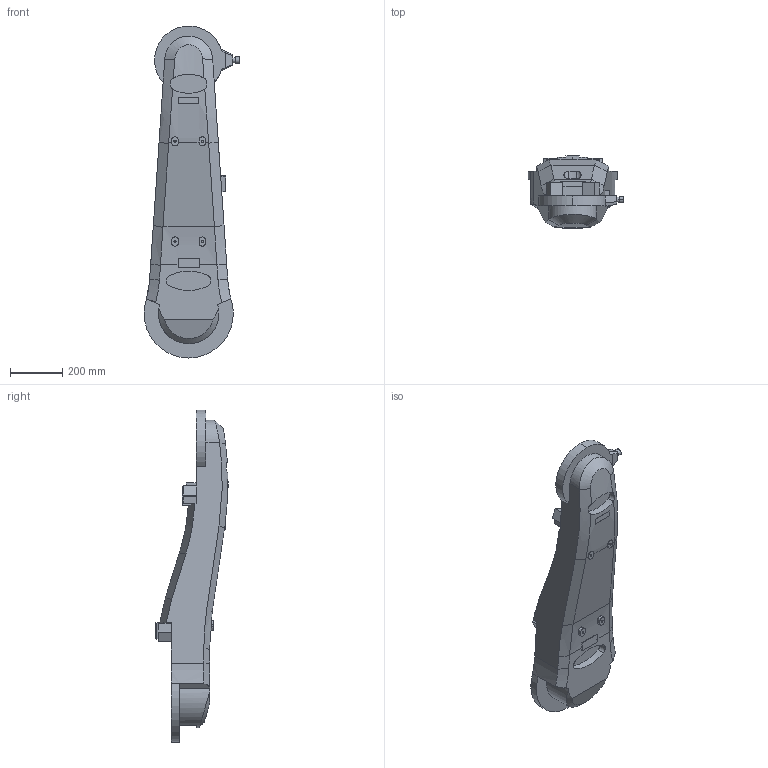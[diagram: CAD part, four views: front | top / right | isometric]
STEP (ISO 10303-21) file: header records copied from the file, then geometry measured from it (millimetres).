
FILE_DESCRIPTION (( 'STEP AP214' ), '1' );
FILE_NAME ('IRB6620LX_150-190_LINK2_CAD_rev03.STEP', '2016-12-02T09:57:23', ( 'ABB' ), ( 'ABB' ), 'SwSTEP 2.0', 'SolidWorks 2014', '' );
FILE_SCHEMA (( 'AUTOMOTIVE_DESIGN' ));
Length unit declared in the file: millimetre
Products named in the file (1): IRB6620LX_150-190_LINK2_CAD_rev03
Bounding box: 368.49 x 277.98 x 1275.34 mm (x, y, z)
Volume: 41108540.8 mm3; surface area: 1112878.4 mm2
Topology: 1 solids, 1 shells, 225 faces, 605 edges, 397 vertices
Faces by surface type: plane 138, bspline 48, cylinder 39
Entity records: 13410 total; most frequent: CARTESIAN_POINT 8042, ORIENTED_EDGE 1210, DIRECTION 902, EDGE_CURVE 605, VERTEX_POINT 397, VECTOR 370, LINE 370, AXIS2_PLACEMENT_3D 266
